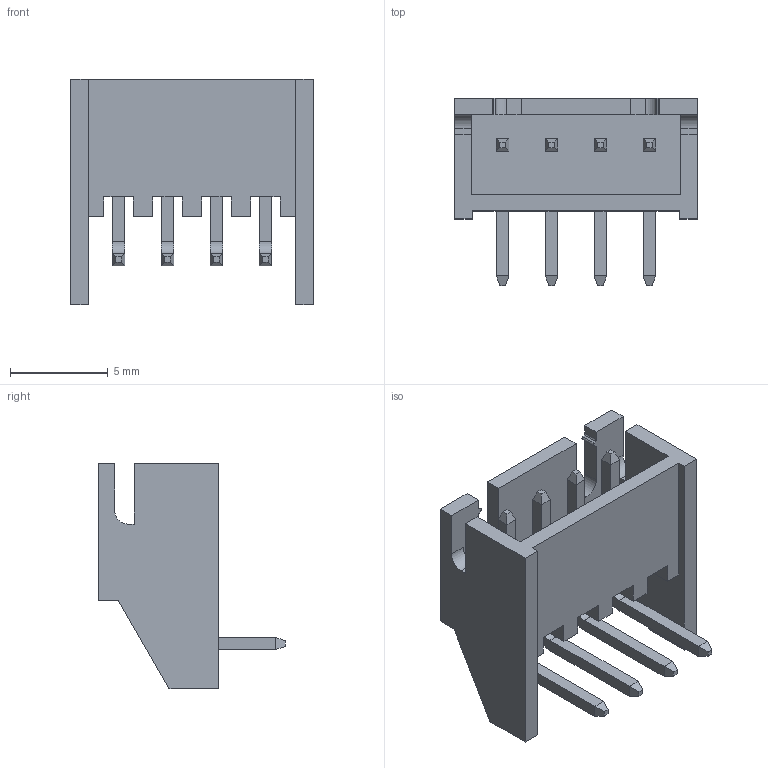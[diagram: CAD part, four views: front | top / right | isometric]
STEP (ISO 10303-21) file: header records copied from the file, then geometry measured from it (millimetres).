
FILE_DESCRIPTION (( 'STEP AP214' ), '1' );
FILE_NAME ('S4B-XH-A(LF)(SN).STEP', '2018-11-30T17:55:28', ( '' ), ( '' ), 'SwSTEP 2.0', 'SolidWorks 2017', '' );
FILE_SCHEMA (( 'AUTOMOTIVE_DESIGN' ));
Length unit declared in the file: millimetre
Products named in the file (1): S4B-XH-A(LF)(SN)
Bounding box: 12.4 x 9.55 x 11.5 mm (x, y, z)
Volume: 303.9 mm3; surface area: 823.6 mm2
Topology: 5 solids, 5 shells, 152 faces, 394 edges, 252 vertices
Faces by surface type: plane 134, cylinder 18
Entity records: 4624 total; most frequent: CARTESIAN_POINT 799, ORIENTED_EDGE 788, DIRECTION 736, EDGE_CURVE 394, LINE 358, VECTOR 358, VERTEX_POINT 252, AXIS2_PLACEMENT_3D 189
